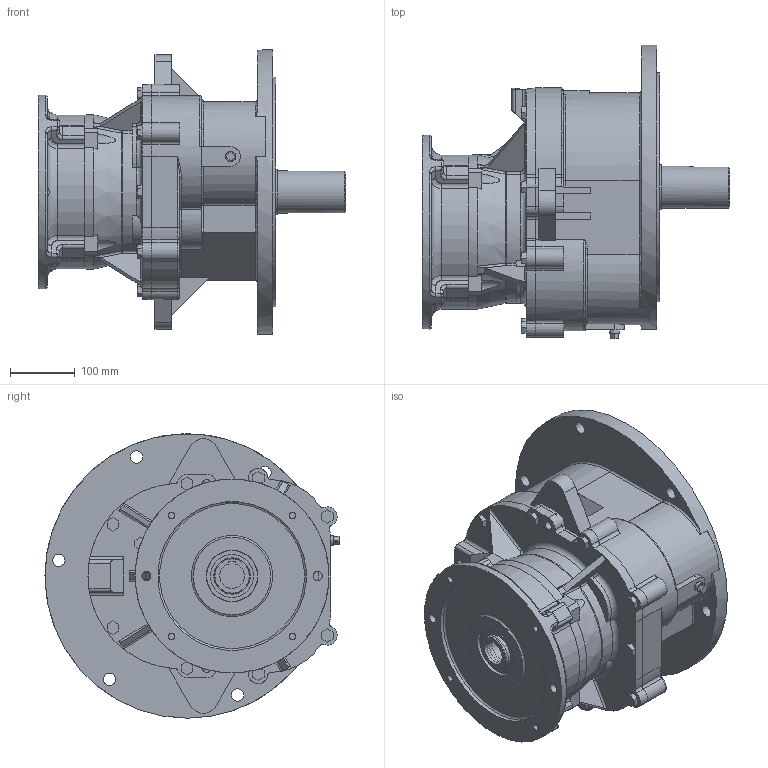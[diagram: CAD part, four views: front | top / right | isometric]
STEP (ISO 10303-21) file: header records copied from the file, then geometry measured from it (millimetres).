
FILE_DESCRIPTION (( 'STEP AP214' ), '1' );
FILE_NAME ('EK2DO08389H001_F1VM23_7.5KW_R30_defeature.stp', '2022-06-08T01:15:53', ( 'Windows 餌辨濠' ), ( '' ), 'SwSTEP 2.0', 'SolidWorks 2021', '' );
FILE_SCHEMA (( 'AUTOMOTIVE_DESIGN' ));
Length unit declared in the file: millimetre
Products named in the file (1): EK2DO08389H001_F1VM23_7.5KW_R30_defeature
Bounding box: 475.5 x 454.93 x 440 mm (x, y, z)
Volume: 24760108.2 mm3; surface area: 975668.2 mm2
Topology: 2 solids, 3 shells, 791 faces, 2034 edges, 1273 vertices
Faces by surface type: plane 328, cylinder 311, bspline 74, torus 53, cone 21, sphere 4
Full cylindrical faces by diameter (mm): 4 x1, 10.2 x4, 13 x2, 14 x2, 19 x6, 48 x1, 55 x3, 65 x1, 66.41 x2, 70 x1, 75 x1, 78.59 x2, 80 x1, 95 x1, 230 x1, 300 x1, 335 x1, 355 x1, 440 x1
Entity records: 29732 total; most frequent: CARTESIAN_POINT 9823, ORIENTED_EDGE 3904, DIRECTION 3853, EDGE_CURVE 1952, AXIS2_PLACEMENT_3D 1472, VERTEX_POINT 1250, VECTOR 909, LINE 909
